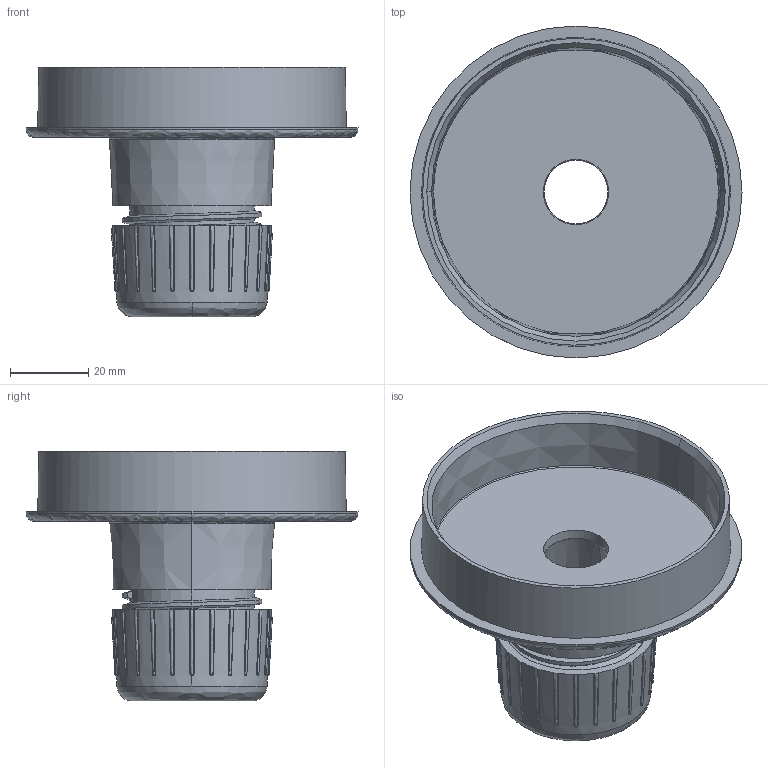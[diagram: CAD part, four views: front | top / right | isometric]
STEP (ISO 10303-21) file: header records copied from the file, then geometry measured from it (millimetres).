
FILE_DESCRIPTION (( 'STEP AP203' ), '1' );
FILE_NAME ('26170005.step', '2020-08-20T17:49:52', ( '' ), ( '' ), 'SwSTEP 2.0', 'SolidWorks 2019', '' );
FILE_SCHEMA (( 'CONFIG_CONTROL_DESIGN' ));
Length unit declared in the file: inch
Products named in the file (1): 26170005
Bounding box: 85 x 85 x 64 mm (x, y, z)
Volume: 57579.1 mm3; surface area: 33126 mm2
Topology: 1 solids, 1 shells, 294 faces, 809 edges, 512 vertices
Faces by surface type: bspline 145, plane 62, cylinder 57, cone 30
Entity records: 22000 total; most frequent: CARTESIAN_POINT 15871, ORIENTED_EDGE 1618, EDGE_CURVE 809, DIRECTION 718, VERTEX_POINT 512, B_SPLINE_CURVE_WITH_KNOTS 477, EDGE_LOOP 317, FACE_OUTER_BOUND 294
